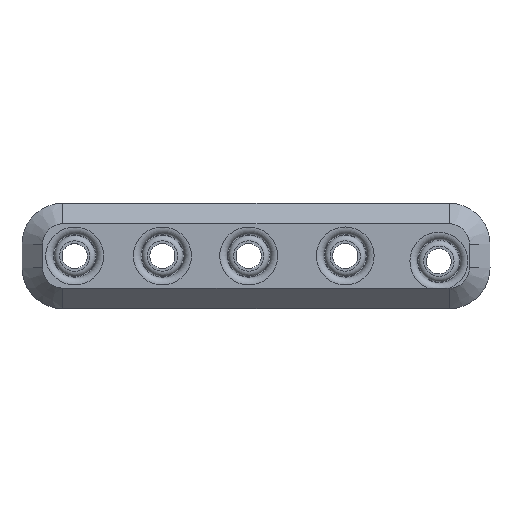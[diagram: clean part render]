
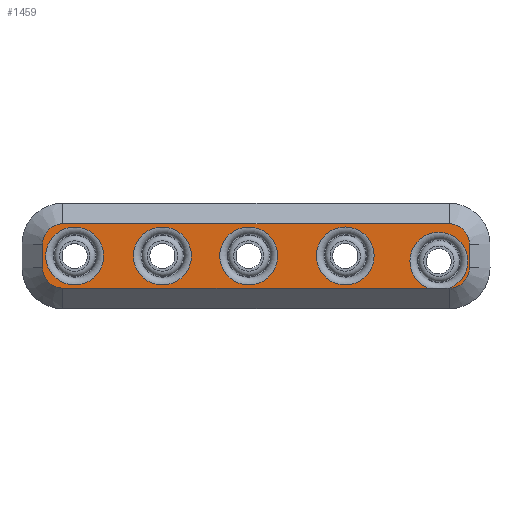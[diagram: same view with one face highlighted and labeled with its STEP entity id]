
A CAD part, top view. The second image highlights one B-rep face of the part: STEP entity #1459.
In plain terms, the highlighted planar face has unit normal (0, 0, 1).
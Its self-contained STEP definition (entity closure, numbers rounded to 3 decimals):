
#54=FACE_BOUND('',#404,.T.);
#55=FACE_BOUND('',#405,.T.);
#56=FACE_BOUND('',#406,.T.);
#57=FACE_BOUND('',#407,.T.);
#182=CIRCLE('',#1648,4.95);
#186=CIRCLE('',#1652,4.95);
#188=CIRCLE('',#1657,4.95);
#192=CIRCLE('',#1662,3.5);
#193=CIRCLE('',#1663,3.5);
#194=CIRCLE('',#1664,3.5);
#195=CIRCLE('',#1665,3.5);
#196=CIRCLE('',#1666,4.95);
#197=CIRCLE('',#1667,4.95);
#198=CIRCLE('',#1668,4.95);
#292=FACE_OUTER_BOUND('',#403,.T.);
#403=EDGE_LOOP('',(#1246,#1247,#1248,#1249,#1250,#1251,#1252,#1253,#1254,
#1255));
#404=EDGE_LOOP('',(#1256));
#405=EDGE_LOOP('',(#1257));
#406=EDGE_LOOP('',(#1258));
#407=EDGE_LOOP('',(#1259));
#497=LINE('',#2547,#583);
#502=LINE('',#2569,#588);
#503=LINE('',#2573,#589);
#504=LINE('',#2577,#590);
#583=VECTOR('',#2076,10.);
#588=VECTOR('',#2099,10.);
#589=VECTOR('',#2102,10.);
#590=VECTOR('',#2105,10.);
#705=VERTEX_POINT('',#2520);
#706=VERTEX_POINT('',#2525);
#709=VERTEX_POINT('',#2532);
#710=VERTEX_POINT('',#2546);
#714=VERTEX_POINT('',#2558);
#717=VERTEX_POINT('',#2566);
#718=VERTEX_POINT('',#2568);
#719=VERTEX_POINT('',#2570);
#720=VERTEX_POINT('',#2572);
#721=VERTEX_POINT('',#2574);
#722=VERTEX_POINT('',#2576);
#723=VERTEX_POINT('',#2579);
#724=VERTEX_POINT('',#2581);
#725=VERTEX_POINT('',#2583);
#886=EDGE_CURVE('',#705,#706,#182,.T.);
#890=EDGE_CURVE('',#706,#709,#186,.T.);
#892=EDGE_CURVE('',#709,#710,#497,.T.);
#898=EDGE_CURVE('',#714,#714,#188,.T.);
#902=EDGE_CURVE('',#717,#705,#192,.T.);
#903=EDGE_CURVE('',#718,#717,#502,.T.);
#904=EDGE_CURVE('',#719,#718,#193,.T.);
#905=EDGE_CURVE('',#720,#719,#503,.T.);
#906=EDGE_CURVE('',#721,#720,#194,.T.);
#907=EDGE_CURVE('',#722,#721,#504,.T.);
#908=EDGE_CURVE('',#710,#722,#195,.T.);
#909=EDGE_CURVE('',#723,#723,#196,.T.);
#910=EDGE_CURVE('',#724,#724,#197,.T.);
#911=EDGE_CURVE('',#725,#725,#198,.T.);
#1246=ORIENTED_EDGE('',*,*,#886,.F.);
#1247=ORIENTED_EDGE('',*,*,#902,.F.);
#1248=ORIENTED_EDGE('',*,*,#903,.F.);
#1249=ORIENTED_EDGE('',*,*,#904,.F.);
#1250=ORIENTED_EDGE('',*,*,#905,.F.);
#1251=ORIENTED_EDGE('',*,*,#906,.F.);
#1252=ORIENTED_EDGE('',*,*,#907,.F.);
#1253=ORIENTED_EDGE('',*,*,#908,.F.);
#1254=ORIENTED_EDGE('',*,*,#892,.F.);
#1255=ORIENTED_EDGE('',*,*,#890,.F.);
#1256=ORIENTED_EDGE('',*,*,#909,.F.);
#1257=ORIENTED_EDGE('',*,*,#910,.F.);
#1258=ORIENTED_EDGE('',*,*,#911,.F.);
#1259=ORIENTED_EDGE('',*,*,#898,.F.);
#1383=PLANE('',#1661);
#1459=ADVANCED_FACE('',(#292,#54,#55,#56,#57),#1383,.T.);
#1648=AXIS2_PLACEMENT_3D('',#2526,#2064,#2065);
#1652=AXIS2_PLACEMENT_3D('',#2533,#2072,#2073);
#1657=AXIS2_PLACEMENT_3D('',#2559,#2087,#2088);
#1661=AXIS2_PLACEMENT_3D('',#2565,#2095,#2096);
#1662=AXIS2_PLACEMENT_3D('',#2567,#2097,#2098);
#1663=AXIS2_PLACEMENT_3D('',#2571,#2100,#2101);
#1664=AXIS2_PLACEMENT_3D('',#2575,#2103,#2104);
#1665=AXIS2_PLACEMENT_3D('',#2578,#2106,#2107);
#1666=AXIS2_PLACEMENT_3D('',#2580,#2108,#2109);
#1667=AXIS2_PLACEMENT_3D('',#2582,#2110,#2111);
#1668=AXIS2_PLACEMENT_3D('',#2584,#2112,#2113);
#2064=DIRECTION('center_axis',(0.,0.,1.));
#2065=DIRECTION('ref_axis',(1.,0.,0.));
#2072=DIRECTION('center_axis',(0.,0.,1.));
#2073=DIRECTION('ref_axis',(1.,0.,0.));
#2076=DIRECTION('',(-1.,0.,0.));
#2087=DIRECTION('center_axis',(0.,0.,1.));
#2088=DIRECTION('ref_axis',(1.,0.,0.));
#2095=DIRECTION('center_axis',(0.,0.,1.));
#2096=DIRECTION('ref_axis',(1.,0.,0.));
#2097=DIRECTION('center_axis',(0.,0.,-1.));
#2098=DIRECTION('ref_axis',(0.,-1.,0.));
#2099=DIRECTION('',(0.,-1.,0.));
#2100=DIRECTION('center_axis',(0.,0.,-1.));
#2101=DIRECTION('ref_axis',(1.,0.,0.));
#2102=DIRECTION('',(1.,0.,0.));
#2103=DIRECTION('center_axis',(0.,0.,-1.));
#2104=DIRECTION('ref_axis',(0.,1.,0.));
#2105=DIRECTION('',(0.,1.,0.));
#2106=DIRECTION('center_axis',(0.,0.,-1.));
#2107=DIRECTION('ref_axis',(-1.,0.,0.));
#2108=DIRECTION('center_axis',(0.,0.,1.));
#2109=DIRECTION('ref_axis',(1.,0.,0.));
#2110=DIRECTION('center_axis',(0.,0.,1.));
#2111=DIRECTION('ref_axis',(1.,0.,0.));
#2112=DIRECTION('center_axis',(0.,0.,1.));
#2113=DIRECTION('ref_axis',(1.,0.,0.));
#2520=CARTESIAN_POINT('',(35.094,11.006,10.6));
#2525=CARTESIAN_POINT('',(38.2,15.6,10.6));
#2526=CARTESIAN_POINT('Origin',(33.25,15.6,10.6));
#2532=CARTESIAN_POINT('',(31.409,11.005,10.6));
#2533=CARTESIAN_POINT('Origin',(33.25,15.6,10.6));
#2546=CARTESIAN_POINT('',(-31.004,11.005,10.6));
#2547=CARTESIAN_POINT('',(-14.504,11.005,10.6));
#2558=CARTESIAN_POINT('',(22.196,16.503,10.6));
#2559=CARTESIAN_POINT('Origin',(17.246,16.503,10.6));
#2565=CARTESIAN_POINT('Origin',(1.996,16.505,10.6));
#2566=CARTESIAN_POINT('',(38.496,14.505,10.6));
#2567=CARTESIAN_POINT('Origin',(34.996,14.505,10.6));
#2568=CARTESIAN_POINT('',(38.496,18.505,10.6));
#2569=CARTESIAN_POINT('',(38.496,15.505,10.6));
#2570=CARTESIAN_POINT('',(34.996,22.005,10.6));
#2571=CARTESIAN_POINT('Origin',(34.996,18.505,10.6));
#2572=CARTESIAN_POINT('',(-31.004,22.005,10.6));
#2573=CARTESIAN_POINT('',(18.496,22.005,10.6));
#2574=CARTESIAN_POINT('',(-34.504,18.505,10.6));
#2575=CARTESIAN_POINT('Origin',(-31.004,18.505,10.6));
#2576=CARTESIAN_POINT('',(-34.504,14.505,10.6));
#2577=CARTESIAN_POINT('',(-34.504,17.505,10.6));
#2578=CARTESIAN_POINT('Origin',(-31.004,14.505,10.6));
#2579=CARTESIAN_POINT('',(5.696,16.5,10.6));
#2580=CARTESIAN_POINT('Origin',(0.746,16.5,10.6));
#2581=CARTESIAN_POINT('',(-24.054,16.494,10.6));
#2582=CARTESIAN_POINT('Origin',(-29.004,16.494,10.6));
#2583=CARTESIAN_POINT('',(-9.054,16.497,10.6));
#2584=CARTESIAN_POINT('Origin',(-14.004,16.497,10.6));
